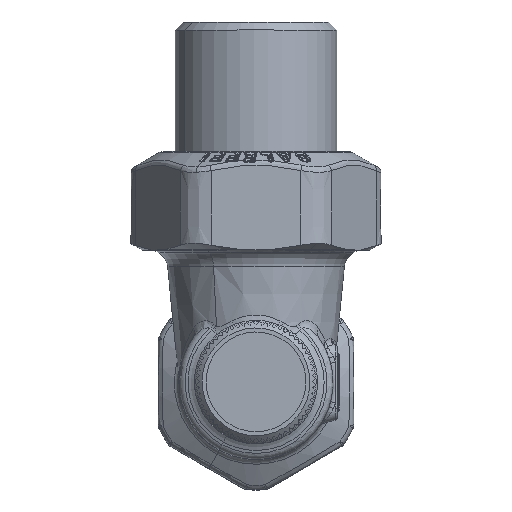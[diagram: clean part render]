
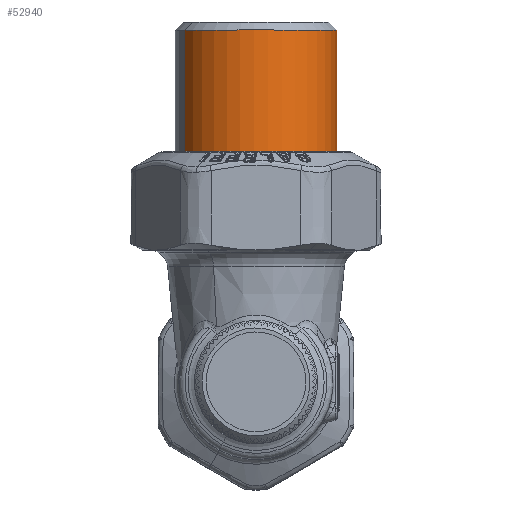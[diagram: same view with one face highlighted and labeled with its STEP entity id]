
A CAD part, top view. The second image highlights one B-rep face of the part: STEP entity #52940.
In plain terms, the highlighted cylindrical face has radius 13.15 mm (diameter 26.3 mm), a partial arc.
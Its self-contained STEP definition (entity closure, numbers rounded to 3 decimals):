
#52822=CARTESIAN_POINT('Axis2P3D Location',(0.,37.5,0.)) ;
#52826=CARTESIAN_POINT('Vertex',(11.54,37.5,-6.304)) ;
#52828=CARTESIAN_POINT('Vertex',(-11.54,37.5,6.304)) ;
#52875=CARTESIAN_POINT('Vertex',(11.54,57.2,-6.304)) ;
#52882=CARTESIAN_POINT('Vertex',(-11.54,57.2,6.304)) ;
#52885=CARTESIAN_POINT('Axis2P3D Location',(0.,57.2,0.)) ;
#52911=CARTESIAN_POINT('Axis2P3D Location',(0.,44.25,0.)) ;
#52916=CARTESIAN_POINT('Line Origine',(-11.54,45.45,6.304)) ;
#52921=CARTESIAN_POINT('Line Origine',(11.54,45.45,-6.304)) ;
#52918=VECTOR('Line Direction',#52917,1.) ;
#52923=VECTOR('Line Direction',#52922,1.) ;
#52823=DIRECTION('Axis2P3D Direction',(0.,-1.,0.)) ;
#52886=DIRECTION('Axis2P3D Direction',(0.,-1.,0.)) ;
#52912=DIRECTION('Axis2P3D Direction',(0.,1.,0.)) ;
#52913=DIRECTION('Axis2P3D XDirection',(-0.878,0.,0.479)) ;
#52917=DIRECTION('Vector Direction',(0.,1.,0.)) ;
#52922=DIRECTION('Vector Direction',(0.,1.,0.)) ;
#52824=AXIS2_PLACEMENT_3D('Circle Axis2P3D',#52822,#52823,$) ;
#52887=AXIS2_PLACEMENT_3D('Circle Axis2P3D',#52885,#52886,$) ;
#52914=AXIS2_PLACEMENT_3D('Cylinder Axis2P3D',#52911,#52912,#52913) ;
#52919=LINE('Line',#52916,#52918) ;
#52924=LINE('Line',#52921,#52923) ;
#52825=CIRCLE('generated circle',#52824,13.15) ;
#52888=CIRCLE('generated circle',#52887,13.15) ;
#52915=CYLINDRICAL_SURFACE('generated cylinder',#52914,13.15) ;
#52830=EDGE_CURVE('',#52827,#52829,#52825,.T.) ;
#52889=EDGE_CURVE('',#52883,#52876,#52888,.F.) ;
#52920=EDGE_CURVE('',#52829,#52883,#52919,.T.) ;
#52925=EDGE_CURVE('',#52827,#52876,#52924,.T.) ;
#52935=ORIENTED_EDGE('',*,*,#52925,.T.) ;
#52936=ORIENTED_EDGE('',*,*,#52889,.F.) ;
#52937=ORIENTED_EDGE('',*,*,#52920,.F.) ;
#52938=ORIENTED_EDGE('',*,*,#52830,.F.) ;
#52934=EDGE_LOOP('',(#52935,#52936,#52937,#52938)) ;
#52827=VERTEX_POINT('',#52826) ;
#52829=VERTEX_POINT('',#52828) ;
#52876=VERTEX_POINT('',#52875) ;
#52883=VERTEX_POINT('',#52882) ;
#52940=ADVANCED_FACE('PartBody',(#52939),#52915,.T.) ;
#52939=FACE_OUTER_BOUND('',#52934,.T.) ;
